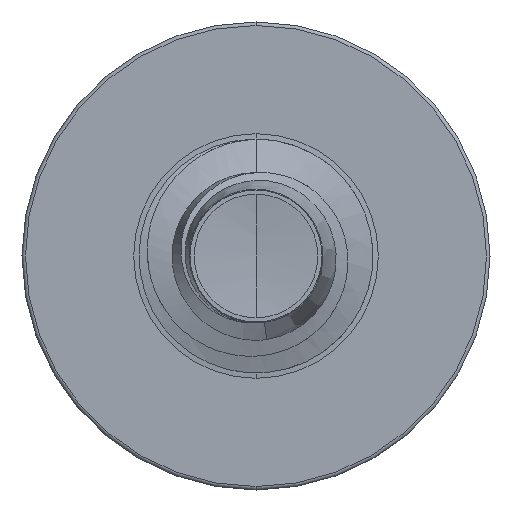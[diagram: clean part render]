
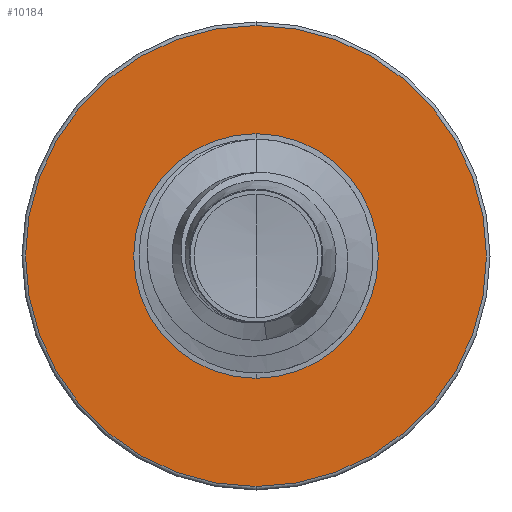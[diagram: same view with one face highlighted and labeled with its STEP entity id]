
A CAD part, front view. The second image highlights one B-rep face of the part: STEP entity #10184.
In plain terms, the highlighted planar face has unit normal (0, -1, 0).
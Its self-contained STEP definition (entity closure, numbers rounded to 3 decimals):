
#18 = CARTESIAN_POINT ( 'NONE',  ( 0., 2.25, 1.15 ) ) ;
#24 = AXIS2_PLACEMENT_3D ( 'NONE', #5878, #10062, #5061 ) ;
#49 = ORIENTED_EDGE ( 'NONE', *, *, #5816, .F. ) ;
#1334 = VERTEX_POINT ( 'NONE', #3383 ) ;
#1714 = AXIS2_PLACEMENT_3D ( 'NONE', #8458, #3445, #9299 ) ;
#2117 = AXIS2_PLACEMENT_3D ( 'NONE', #9051, #4049, #9889 ) ;
#2526 = ORIENTED_EDGE ( 'NONE', *, *, #10225, .T. ) ;
#3347 = AXIS2_PLACEMENT_3D ( 'NONE', #3511, #9355, #4358 ) ;
#3383 = CARTESIAN_POINT ( 'NONE',  ( 0., 2.25, -2.167 ) ) ;
#3438 = CARTESIAN_POINT ( 'NONE',  ( 0., 2.25, 0. ) ) ;
#3445 = DIRECTION ( 'NONE',  ( 0., 1., 0. ) ) ;
#3511 = CARTESIAN_POINT ( 'NONE',  ( 0., 2.25, 0. ) ) ;
#3671 = VERTEX_POINT ( 'NONE', #4070 ) ;
#4049 = DIRECTION ( 'NONE',  ( 0., 1., 0. ) ) ;
#4070 = CARTESIAN_POINT ( 'NONE',  ( 0., 2.25, 2.167 ) ) ;
#4283 = DIRECTION ( 'NONE',  ( 0., 0., 1. ) ) ;
#4335 = EDGE_CURVE ( 'NONE', #6909, #8828, #8471, .T. ) ;
#4358 = DIRECTION ( 'NONE',  ( 0., 0., 1. ) ) ;
#4852 = CIRCLE ( 'NONE', #1714, 1.15 ) ;
#5061 = DIRECTION ( 'NONE',  ( 0., 0., 1. ) ) ;
#5101 = FACE_OUTER_BOUND ( 'NONE', #8406, .T. ) ;
#5487 = EDGE_LOOP ( 'NONE', ( #6705, #2526 ) ) ;
#5721 = CIRCLE ( 'NONE', #2117, 2.167 ) ;
#5816 = EDGE_CURVE ( 'NONE', #1334, #3671, #5721, .T. ) ;
#5878 = CARTESIAN_POINT ( 'NONE',  ( 0., 2.25, -1.15 ) ) ;
#6451 = CIRCLE ( 'NONE', #8852, 2.167 ) ;
#6705 = ORIENTED_EDGE ( 'NONE', *, *, #4335, .T. ) ;
#6909 = VERTEX_POINT ( 'NONE', #18 ) ;
#7206 = CARTESIAN_POINT ( 'NONE',  ( 0., 2.25, -1.15 ) ) ;
#7338 = FACE_BOUND ( 'NONE', #5487, .T. ) ;
#8075 = EDGE_CURVE ( 'NONE', #3671, #1334, #6451, .T. ) ;
#8389 = PLANE ( 'NONE',  #24 ) ;
#8406 = EDGE_LOOP ( 'NONE', ( #8655, #49 ) ) ;
#8458 = CARTESIAN_POINT ( 'NONE',  ( 0., 2.25, 0. ) ) ;
#8471 = CIRCLE ( 'NONE', #3347, 1.15 ) ;
#8655 = ORIENTED_EDGE ( 'NONE', *, *, #8075, .F. ) ;
#8828 = VERTEX_POINT ( 'NONE', #7206 ) ;
#8852 = AXIS2_PLACEMENT_3D ( 'NONE', #3438, #9289, #4283 ) ;
#9051 = CARTESIAN_POINT ( 'NONE',  ( 0., 2.25, 0. ) ) ;
#9289 = DIRECTION ( 'NONE',  ( 0., 1., 0. ) ) ;
#9299 = DIRECTION ( 'NONE',  ( 0., 0., 1. ) ) ;
#9355 = DIRECTION ( 'NONE',  ( 0., 1., 0. ) ) ;
#9889 = DIRECTION ( 'NONE',  ( 0., 0., 1. ) ) ;
#10062 = DIRECTION ( 'NONE',  ( 0., 1., 0. ) ) ;
#10184 = ADVANCED_FACE ( 'NONE', ( #5101, #7338 ), #8389, .F. ) ;
#10225 = EDGE_CURVE ( 'NONE', #8828, #6909, #4852, .T. ) ;
